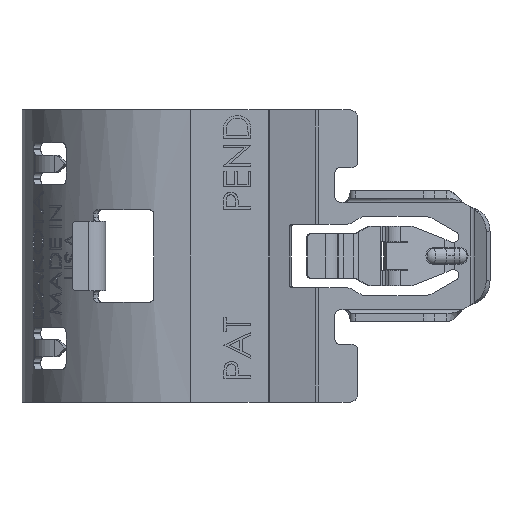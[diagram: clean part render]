
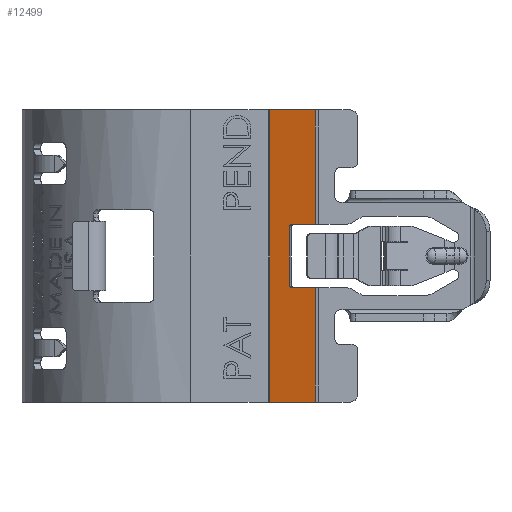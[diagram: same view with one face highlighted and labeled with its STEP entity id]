
A CAD part, left-side view. The second image highlights one B-rep face of the part: STEP entity #12499.
In plain terms, the highlighted planar face has unit normal (-0.966, 0.259, 0).
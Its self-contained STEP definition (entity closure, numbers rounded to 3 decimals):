
#469 = LINE ( 'NONE', #6184, #25446 ) ;
#1603 = EDGE_CURVE ( 'NONE', #13750, #28317, #29870, .T. ) ;
#2498 = EDGE_CURVE ( 'NONE', #14355, #27914, #29959, .T. ) ;
#2794 = EDGE_CURVE ( 'NONE', #32404, #4425, #37277, .T. ) ;
#3019 = DIRECTION ( 'NONE',  ( 0.966, -0.259, 0. ) ) ;
#3609 = ORIENTED_EDGE ( 'NONE', *, *, #34201, .F. ) ;
#4425 = VERTEX_POINT ( 'NONE', #38612 ) ;
#4972 = ORIENTED_EDGE ( 'NONE', *, *, #1603, .T. ) ;
#5128 = CARTESIAN_POINT ( 'NONE',  ( -22.618, -33.756, -5.15 ) ) ;
#5437 = AXIS2_PLACEMENT_3D ( 'NONE', #39387, #36152, #15305 ) ;
#5706 = EDGE_CURVE ( 'NONE', #27161, #33317, #26362, .T. ) ;
#6184 = CARTESIAN_POINT ( 'NONE',  ( -24.637, -41.288, 4.15 ) ) ;
#6225 = CARTESIAN_POINT ( 'NONE',  ( -21.942, -31.234, 19. ) ) ;
#8803 = DIRECTION ( 'NONE',  ( 0., 0., 1. ) ) ;
#8891 = DIRECTION ( 'NONE',  ( 0.966, -0.259, 0. ) ) ;
#9639 = EDGE_CURVE ( 'NONE', #14209, #32404, #13900, .T. ) ;
#9732 = VECTOR ( 'NONE', #19933, 1000. ) ;
#10967 = VERTEX_POINT ( 'NONE', #39169 ) ;
#11427 = ORIENTED_EDGE ( 'NONE', *, *, #21287, .T. ) ;
#11636 = LINE ( 'NONE', #5128, #12851 ) ;
#12191 = AXIS2_PLACEMENT_3D ( 'NONE', #30760, #3019, #37221 ) ;
#12499 = ADVANCED_FACE ( 'NONE', ( #39774 ), #23804, .F. ) ;
#12757 = EDGE_CURVE ( 'NONE', #33317, #10967, #469, .T. ) ;
#12851 = VECTOR ( 'NONE', #18071, 1000. ) ;
#13145 = LINE ( 'NONE', #25642, #14987 ) ;
#13750 = VERTEX_POINT ( 'NONE', #16208 ) ;
#13785 = ORIENTED_EDGE ( 'NONE', *, *, #2794, .T. ) ;
#13846 = CARTESIAN_POINT ( 'NONE',  ( -23.529, -37.155, -19. ) ) ;
#13900 = LINE ( 'NONE', #26185, #30647 ) ;
#14158 = LINE ( 'NONE', #40000, #38233 ) ;
#14209 = VERTEX_POINT ( 'NONE', #24006 ) ;
#14355 = VERTEX_POINT ( 'NONE', #21956 ) ;
#14915 = DIRECTION ( 'NONE',  ( 0.259, 0.966, 0. ) ) ;
#14987 = VECTOR ( 'NONE', #23022, 1000. ) ;
#15305 = DIRECTION ( 'NONE',  ( 0., 0., -1. ) ) ;
#15325 = ORIENTED_EDGE ( 'NONE', *, *, #9639, .T. ) ;
#16208 = CARTESIAN_POINT ( 'NONE',  ( -23.529, -37.155, 19. ) ) ;
#18071 = DIRECTION ( 'NONE',  ( 0., 0., -1. ) ) ;
#18169 = DIRECTION ( 'NONE',  ( 0., 0., -1. ) ) ;
#18466 = CARTESIAN_POINT ( 'NONE',  ( -23.529, -37.155, -7. ) ) ;
#18509 = DIRECTION ( 'NONE',  ( -0.259, -0.966, 0. ) ) ;
#19933 = DIRECTION ( 'NONE',  ( 0., 0., 1. ) ) ;
#21287 = EDGE_CURVE ( 'NONE', #10967, #13750, #13145, .T. ) ;
#21612 = EDGE_CURVE ( 'NONE', #4425, #14355, #14158, .T. ) ;
#21956 = CARTESIAN_POINT ( 'NONE',  ( -22.748, -34.239, -4.15 ) ) ;
#22949 = LINE ( 'NONE', #35307, #9732 ) ;
#23022 = DIRECTION ( 'NONE',  ( 0., 0., 1. ) ) ;
#23391 = CARTESIAN_POINT ( 'NONE',  ( -24.654, -41.353, 19. ) ) ;
#23804 = PLANE ( 'NONE',  #5437 ) ;
#24006 = CARTESIAN_POINT ( 'NONE',  ( -21.942, -31.234, -19. ) ) ;
#24932 = CARTESIAN_POINT ( 'NONE',  ( -22.748, -34.239, 4.15 ) ) ;
#25255 = ORIENTED_EDGE ( 'NONE', *, *, #2498, .T. ) ;
#25446 = VECTOR ( 'NONE', #18509, 1000. ) ;
#25642 = CARTESIAN_POINT ( 'NONE',  ( -23.529, -37.155, -7. ) ) ;
#26185 = CARTESIAN_POINT ( 'NONE',  ( -24.654, -41.353, -19. ) ) ;
#26362 = CIRCLE ( 'NONE', #12191, 0.5 ) ;
#26724 = EDGE_LOOP ( 'NONE', ( #33793, #15325, #13785, #30854, #25255, #3609, #31492, #39668, #11427, #4972 ) ) ;
#27161 = VERTEX_POINT ( 'NONE', #38555 ) ;
#27914 = VERTEX_POINT ( 'NONE', #28107 ) ;
#28107 = CARTESIAN_POINT ( 'NONE',  ( -22.618, -33.756, -3.65 ) ) ;
#28317 = VERTEX_POINT ( 'NONE', #6225 ) ;
#29778 = EDGE_CURVE ( 'Edge101', #14209, #28317, #22949, .T. ) ;
#29870 = LINE ( 'NONE', #23391, #39606 ) ;
#29959 = CIRCLE ( 'NONE', #39638, 0.5 ) ;
#30647 = VECTOR ( 'NONE', #32485, 1000. ) ;
#30760 = CARTESIAN_POINT ( 'NONE',  ( -22.748, -34.239, 3.65 ) ) ;
#30854 = ORIENTED_EDGE ( 'NONE', *, *, #21612, .T. ) ;
#30893 = DIRECTION ( 'NONE',  ( 0.259, 0.966, 0. ) ) ;
#31357 = VECTOR ( 'NONE', #8803, 1000. ) ;
#31492 = ORIENTED_EDGE ( 'NONE', *, *, #5706, .T. ) ;
#32404 = VERTEX_POINT ( 'NONE', #13846 ) ;
#32485 = DIRECTION ( 'NONE',  ( -0.259, -0.966, 0. ) ) ;
#33317 = VERTEX_POINT ( 'NONE', #24932 ) ;
#33793 = ORIENTED_EDGE ( 'NONE', *, *, #29778, .F. ) ;
#34201 = EDGE_CURVE ( 'NONE', #27161, #27914, #11636, .T. ) ;
#35307 = CARTESIAN_POINT ( 'NONE',  ( -21.942, -31.234, -7. ) ) ;
#36152 = DIRECTION ( 'NONE',  ( 0.966, -0.259, 0. ) ) ;
#36784 = CARTESIAN_POINT ( 'NONE',  ( -22.748, -34.239, -3.65 ) ) ;
#37221 = DIRECTION ( 'NONE',  ( 0., 0., -1. ) ) ;
#37277 = LINE ( 'NONE', #18466, #31357 ) ;
#38233 = VECTOR ( 'NONE', #30893, 1000. ) ;
#38555 = CARTESIAN_POINT ( 'NONE',  ( -22.618, -33.756, 3.65 ) ) ;
#38612 = CARTESIAN_POINT ( 'NONE',  ( -23.529, -37.155, -4.15 ) ) ;
#39169 = CARTESIAN_POINT ( 'NONE',  ( -23.529, -37.155, 4.15 ) ) ;
#39387 = CARTESIAN_POINT ( 'NONE',  ( 8.052, 80.706, -7. ) ) ;
#39606 = VECTOR ( 'NONE', #14915, 1000. ) ;
#39638 = AXIS2_PLACEMENT_3D ( 'NONE', #36784, #8891, #18169 ) ;
#39668 = ORIENTED_EDGE ( 'NONE', *, *, #12757, .T. ) ;
#39774 = FACE_OUTER_BOUND ( 'NONE', #26724, .T. ) ;
#40000 = CARTESIAN_POINT ( 'NONE',  ( -24.637, -41.288, -4.15 ) ) ;
